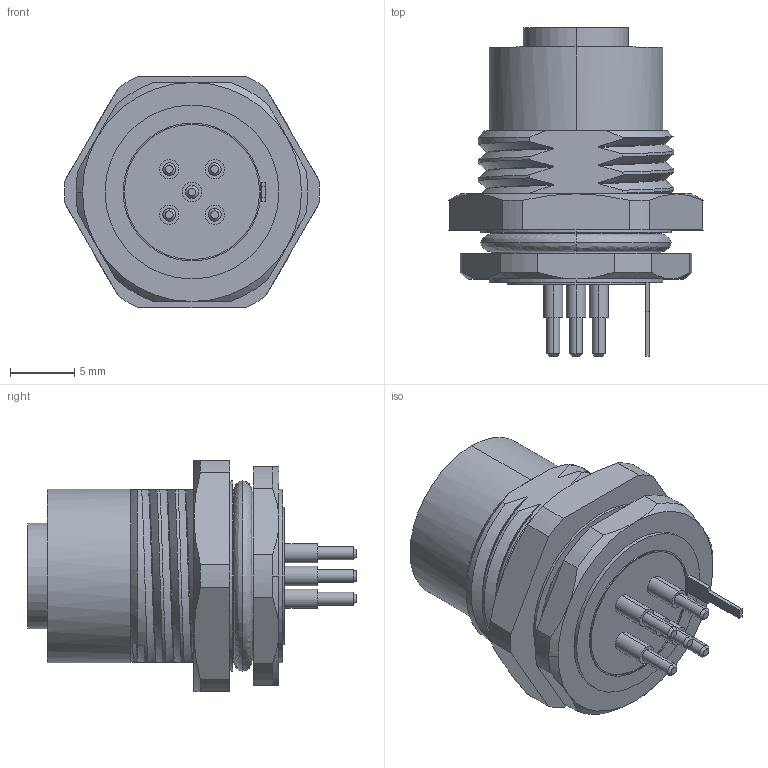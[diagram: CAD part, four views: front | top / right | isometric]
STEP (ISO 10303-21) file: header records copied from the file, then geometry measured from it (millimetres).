
FILE_DESCRIPTION (( 'STEP AP203' ), '1' );
FILE_NAME ('P206.STEP', '2020-03-31T06:05:00', ( 'edpusr' ), ( 'Microsoft' ), 'SwSTEP 2.0', 'SolidWorks 2015', '' );
FILE_SCHEMA (( 'CONFIG_CONTROL_DESIGN' ));
Length unit declared in the file: millimetre
Products named in the file (1): P206
Bounding box: 19.79 x 25.5 x 18 mm (x, y, z)
Volume: 2920.7 mm3; surface area: 2881.6 mm2
Topology: 1 solids, 1 shells, 255 faces, 640 edges, 414 vertices
Faces by surface type: cylinder 94, plane 86, bspline 39, cone 36
Entity records: 12614 total; most frequent: CARTESIAN_POINT 6742, ORIENTED_EDGE 1280, DIRECTION 1126, EDGE_CURVE 640, AXIS2_PLACEMENT_3D 414, VERTEX_POINT 414, LINE 298, VECTOR 298
